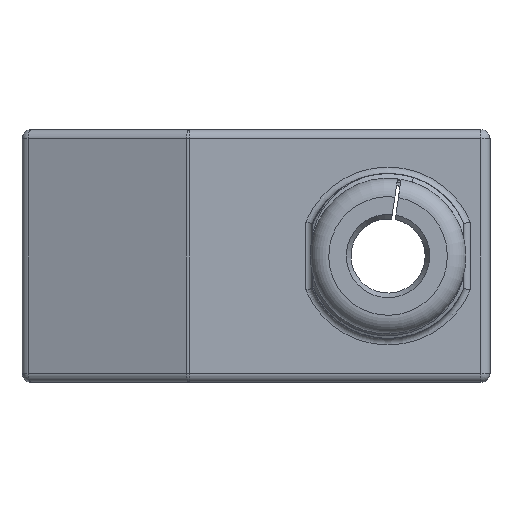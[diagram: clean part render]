
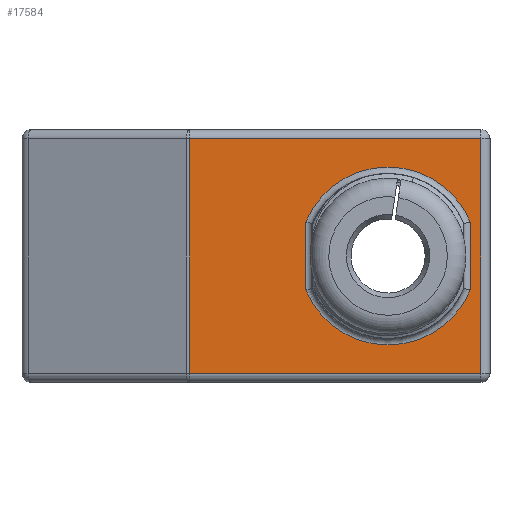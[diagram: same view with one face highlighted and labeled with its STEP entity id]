
A CAD part, front view. The second image highlights one B-rep face of the part: STEP entity #17584.
In plain terms, the highlighted planar face has unit normal (0, -1, 0).
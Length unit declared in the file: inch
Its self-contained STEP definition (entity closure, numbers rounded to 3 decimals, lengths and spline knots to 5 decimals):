
#1110=DIRECTION('',(-1.,0.,0.));
#1111=VECTOR('',#1110,1.23715);
#1112=CARTESIAN_POINT('',(1.94882,0.,0.03937));
#1113=LINE('',#1112,#1111);
#1249=DIRECTION('',(0.,0.,-1.));
#1250=VECTOR('',#1249,0.99606);
#1251=CARTESIAN_POINT('',(1.94882,0.,1.03543));
#1252=LINE('',#1251,#1250);
#1281=DIRECTION('',(0.,0.,-1.));
#1282=VECTOR('',#1281,0.99606);
#1283=CARTESIAN_POINT('',(0.71167,0.,1.03543));
#1284=LINE('',#1283,#1282);
#2142=DIRECTION('',(1.,0.,0.));
#2143=VECTOR('',#2142,1.23715);
#2144=CARTESIAN_POINT('',(0.71167,0.,1.03543));
#2145=LINE('',#2144,#2143);
#5070=CARTESIAN_POINT('',(1.55512,0.,0.5374));
#5071=DIRECTION('',(0.,-1.,0.));
#5072=DIRECTION('',(0.924,0.,0.381));
#5073=AXIS2_PLACEMENT_3D('',#5070,#5071,#5072);
#5110=DIRECTION('',(0.,0.,1.));
#5111=VECTOR('',#5110,0.28817);
#5112=CARTESIAN_POINT('',(1.90453,0.,0.39331));
#5113=LINE('',#5112,#5111);
#5114=CARTESIAN_POINT('',(1.55512,0.,0.5374));
#5115=DIRECTION('',(0.,-1.,0.));
#5116=DIRECTION('',(-0.924,0.,-0.381));
#5117=AXIS2_PLACEMENT_3D('',#5114,#5115,#5116);
#5150=DIRECTION('',(0.,0.,-1.));
#5151=VECTOR('',#5150,0.28817);
#5152=CARTESIAN_POINT('',(1.20571,0.,0.68149));
#5153=LINE('',#5152,#5151);
#14053=CARTESIAN_POINT('',(1.20571,0.,0.39332));
#14054=CARTESIAN_POINT('',(1.90453,0.,0.39332));
#14055=VERTEX_POINT('',#14053);
#14056=VERTEX_POINT('',#14054);
#14061=CARTESIAN_POINT('',(1.90453,0.,0.68147));
#14062=CARTESIAN_POINT('',(1.20571,0.,0.68149));
#14063=VERTEX_POINT('',#14061);
#14064=VERTEX_POINT('',#14062);
#14081=CARTESIAN_POINT('',(1.94882,0.,1.03543));
#14082=CARTESIAN_POINT('',(1.94882,0.,0.03937));
#14083=VERTEX_POINT('',#14081);
#14084=VERTEX_POINT('',#14082);
#14093=CARTESIAN_POINT('',(0.71167,0.,0.03937));
#14094=VERTEX_POINT('',#14093);
#14137=CARTESIAN_POINT('',(0.71167,0.,1.03543));
#14138=VERTEX_POINT('',#14137);
#17561=CARTESIAN_POINT('',(0.70472,0.,0.));
#17562=DIRECTION('',(0.,-1.,0.));
#17563=DIRECTION('',(1.,0.,0.));
#17564=AXIS2_PLACEMENT_3D('',#17561,#17562,#17563);
#17565=PLANE('',#17564);
#17566=ORIENTED_EDGE('',*,*,#17551,.T.);
#17567=ORIENTED_EDGE('',*,*,#17354,.T.);
#17569=ORIENTED_EDGE('',*,*,#17568,.F.);
#17571=ORIENTED_EDGE('',*,*,#17570,.T.);
#17572=EDGE_LOOP('',(#17566,#17567,#17569,#17571));
#17573=FACE_OUTER_BOUND('',#17572,.F.);
#17575=ORIENTED_EDGE('',*,*,#17574,.T.);
#17577=ORIENTED_EDGE('',*,*,#17576,.T.);
#17579=ORIENTED_EDGE('',*,*,#17578,.T.);
#17581=ORIENTED_EDGE('',*,*,#17580,.T.);
#17582=EDGE_LOOP('',(#17575,#17577,#17579,#17581));
#17583=FACE_BOUND('',#17582,.F.);
#17584=ADVANCED_FACE('',(#17573,#17583),#17565,.T.);
#5074=CIRCLE('',#5073,0.37795);
#5118=CIRCLE('',#5117,0.37795);
#17354=EDGE_CURVE('',#14084,#14094,#1113,.T.);
#17551=EDGE_CURVE('',#14083,#14084,#1252,.T.);
#17568=EDGE_CURVE('',#14138,#14094,#1284,.T.);
#17570=EDGE_CURVE('',#14138,#14083,#2145,.T.);
#17574=EDGE_CURVE('',#14055,#14056,#5118,.T.);
#17576=EDGE_CURVE('',#14056,#14063,#5113,.T.);
#17578=EDGE_CURVE('',#14063,#14064,#5074,.T.);
#17580=EDGE_CURVE('',#14064,#14055,#5153,.T.);
